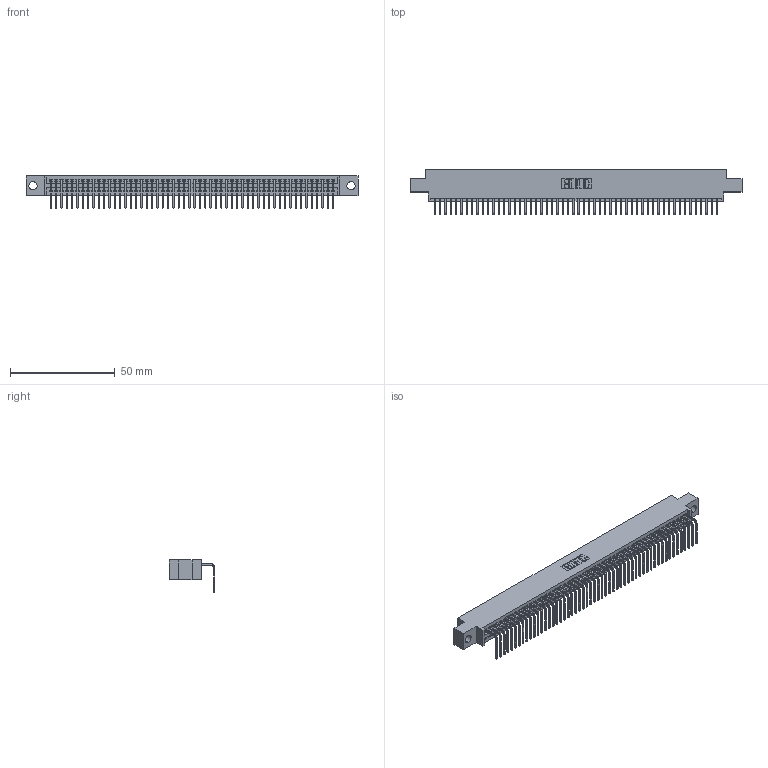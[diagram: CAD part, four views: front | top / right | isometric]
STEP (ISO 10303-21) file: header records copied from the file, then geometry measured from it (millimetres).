
FILE_DESCRIPTION (( 'STEP AP203' ), '1' );
FILE_NAME ('395-054-558-604.STEP', '2018-11-21T21:30:36', ( '' ), ( '' ), 'SwSTEP 2.0', 'SolidWorks 2016', '' );
FILE_SCHEMA (( 'CONFIG_CONTROL_DESIGN' ));
Length unit declared in the file: inch
Products named in the file (3): 345 Part_0.170 Offset - 0.156 Dia-TH; 395-054-558-604; 345-292-001_558 Tail - 2
Assembly tree (55 placements, depth 2):
  395-054-558-604
    345 Part_0.170 Offset - 0.156 Dia-TH
    345-292-001_558 Tail - 2  x54
Bounding box: 158.37 x 21.83 x 15.37 mm (x, y, z)
Volume: 15119 mm3; surface area: 21247.4 mm2
Topology: 55 solids, 55 shells, 3370 faces, 10181 edges, 6714 vertices
Faces by surface type: plane 2352, cylinder 1018
Entity records: 39245 total; most frequent: CARTESIAN_POINT 6806, ORIENTED_EDGE 6794, DIRECTION 5925, EDGE_CURVE 3397, LINE 3049, VECTOR 3049, VERTEX_POINT 2262, AXIS2_PLACEMENT_3D 1438
